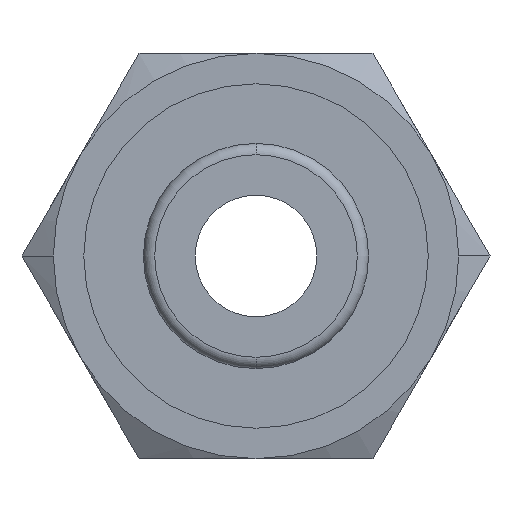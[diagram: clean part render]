
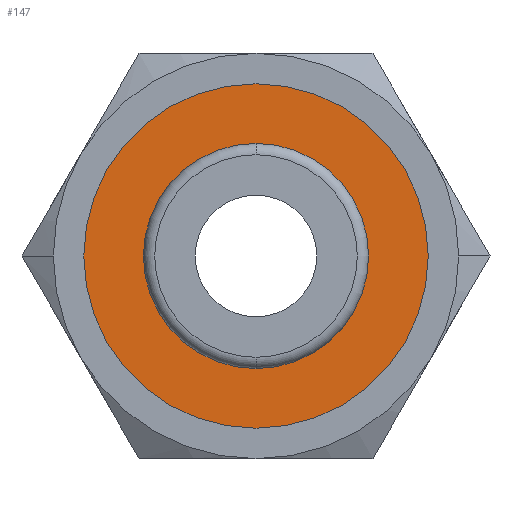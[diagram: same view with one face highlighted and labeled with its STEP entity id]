
A CAD part, front view. The second image highlights one B-rep face of the part: STEP entity #147.
In plain terms, the highlighted planar face has unit normal (0, -1, 0).
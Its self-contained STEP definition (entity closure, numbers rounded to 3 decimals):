
#147=ADVANCED_FACE('',(#299,#300),#301,.T.);
#299=FACE_OUTER_BOUND('',#452,.T.);
#300=FACE_BOUND('',#453,.T.);
#301=PLANE('',#454);
#452=EDGE_LOOP('',(#797,#798));
#453=EDGE_LOOP('',(#799,#800));
#454=AXIS2_PLACEMENT_3D('',#801,#802,#803);
#797=ORIENTED_EDGE('',*,*,#1003,.T.);
#798=ORIENTED_EDGE('',*,*,#901,.T.);
#799=ORIENTED_EDGE('',*,*,#875,.F.);
#800=ORIENTED_EDGE('',*,*,#1004,.F.);
#801=CARTESIAN_POINT('',(0.0,10.0,0.0));
#802=DIRECTION('',(0.0,-1.0,0.0));
#803=DIRECTION('',(-1.0,0.0,0.0));
#875=EDGE_CURVE('',#1025,#1021,#1027,.T.);
#901=EDGE_CURVE('',#1068,#1065,#1069,.T.);
#1003=EDGE_CURVE('',#1065,#1068,#1210,.T.);
#1004=EDGE_CURVE('',#1021,#1025,#1211,.T.);
#1021=VERTEX_POINT('',#1228);
#1025=VERTEX_POINT('',#1233);
#1027=CIRCLE('',#1236,2.5);
#1065=VERTEX_POINT('',#1282);
#1068=VERTEX_POINT('',#1286);
#1069=CIRCLE('',#1287,3.825);
#1210=CIRCLE('',#1709,3.825);
#1211=CIRCLE('',#1710,2.5);
#1228=CARTESIAN_POINT('',(2.5,10.0,0.));
#1233=CARTESIAN_POINT('',(-2.5,10.0,0.));
#1236=AXIS2_PLACEMENT_3D('',#1730,#1731,#1732);
#1282=CARTESIAN_POINT('',(3.825,10.0,0.0));
#1286=CARTESIAN_POINT('',(-3.825,10.0,0.));
#1287=AXIS2_PLACEMENT_3D('',#1772,#1773,#1774);
#1709=AXIS2_PLACEMENT_3D('',#1876,#1877,#1878);
#1710=AXIS2_PLACEMENT_3D('',#1879,#1880,#1881);
#1730=CARTESIAN_POINT('',(0.0,10.0,0.0));
#1731=DIRECTION('',(0.0,-1.0,0.0));
#1732=DIRECTION('',(1.0,0.0,0.0));
#1772=CARTESIAN_POINT('',(0.0,10.0,0.0));
#1773=DIRECTION('',(0.0,-1.0,0.0));
#1774=DIRECTION('',(1.0,0.0,0.0));
#1876=CARTESIAN_POINT('',(0.0,10.0,0.0));
#1877=DIRECTION('',(0.0,-1.0,0.0));
#1878=DIRECTION('',(1.0,0.0,0.0));
#1879=CARTESIAN_POINT('',(0.0,10.0,0.0));
#1880=DIRECTION('',(0.0,-1.0,0.0));
#1881=DIRECTION('',(1.0,0.0,0.0));
